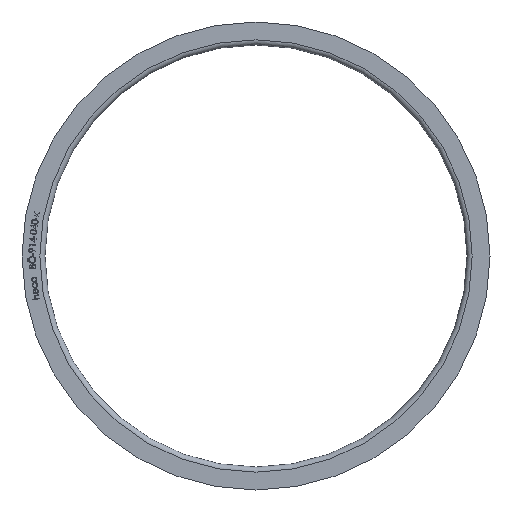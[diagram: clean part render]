
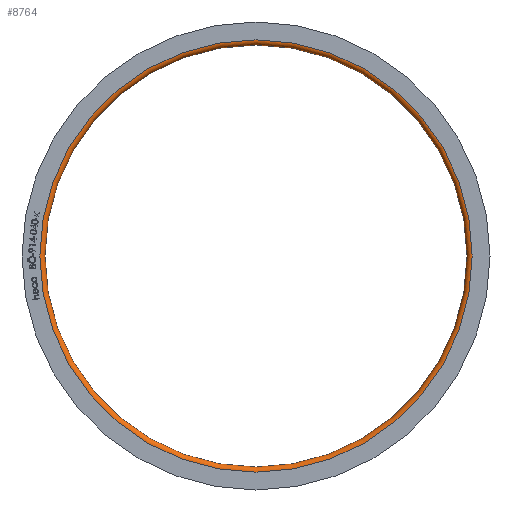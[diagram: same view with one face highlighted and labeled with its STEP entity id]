
A CAD part, left-side view. The second image highlights one B-rep face of the part: STEP entity #8764.
In plain terms, the highlighted toroidal (fillet/blend) face has major radius 464.2 mm and minor radius 11 mm.
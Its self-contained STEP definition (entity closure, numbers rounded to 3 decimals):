
#634 = DIRECTION ( 'NONE',  ( -1., 0., 0. ) ) ;
#925 = ORIENTED_EDGE ( 'NONE', *, *, #3539, .F. ) ;
#2757 = FACE_OUTER_BOUND ( 'NONE', #13217, .T. ) ;
#2784 = DIRECTION ( 'NONE',  ( -1., 0., 0. ) ) ;
#2822 = CARTESIAN_POINT ( 'NONE',  ( 11., 0., 0. ) ) ;
#3378 = EDGE_CURVE ( 'NONE', #8672, #8672, #8261, .T. ) ;
#3539 = EDGE_CURVE ( 'NONE', #7527, #7527, #9397, .T. ) ;
#4113 = CARTESIAN_POINT ( 'NONE',  ( 11., 0., 0. ) ) ;
#4415 = DIRECTION ( 'NONE',  ( 0., 0., 1. ) ) ;
#4944 = DIRECTION ( 'NONE',  ( 0., 0., 1. ) ) ;
#7527 = VERTEX_POINT ( 'NONE', #13926 ) ;
#7786 = AXIS2_PLACEMENT_3D ( 'NONE', #2822, #634, #4944 ) ;
#8261 = CIRCLE ( 'NONE', #12321, 464.2 ) ;
#8285 = DIRECTION ( 'NONE',  ( 0., 0., 1. ) ) ;
#8423 = DIRECTION ( 'NONE',  ( -1., 0., 0. ) ) ;
#8672 = VERTEX_POINT ( 'NONE', #9653 ) ;
#8764 = ADVANCED_FACE ( 'NONE', ( #12409, #2757 ), #8915, .T. ) ;
#8915 = TOROIDAL_SURFACE ( 'NONE', #7786, 464.2, 11. ) ;
#9397 = CIRCLE ( 'NONE', #12989, 453.2 ) ;
#9653 = CARTESIAN_POINT ( 'NONE',  ( 0., 0., 464.2 ) ) ;
#12321 = AXIS2_PLACEMENT_3D ( 'NONE', #13486, #2784, #8285 ) ;
#12409 = FACE_OUTER_BOUND ( 'NONE', #13245, .T. ) ;
#12989 = AXIS2_PLACEMENT_3D ( 'NONE', #4113, #8423, #4415 ) ;
#13217 = EDGE_LOOP ( 'NONE', ( #13557 ) ) ;
#13245 = EDGE_LOOP ( 'NONE', ( #925 ) ) ;
#13486 = CARTESIAN_POINT ( 'NONE',  ( 0., 0., 0. ) ) ;
#13557 = ORIENTED_EDGE ( 'NONE', *, *, #3378, .T. ) ;
#13926 = CARTESIAN_POINT ( 'NONE',  ( 11., 0., 453.2 ) ) ;
